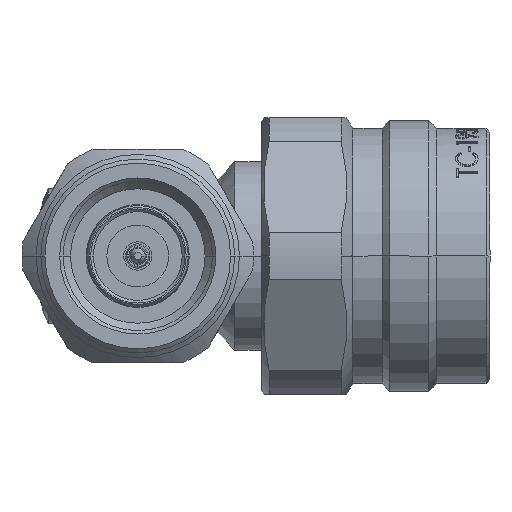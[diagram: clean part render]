
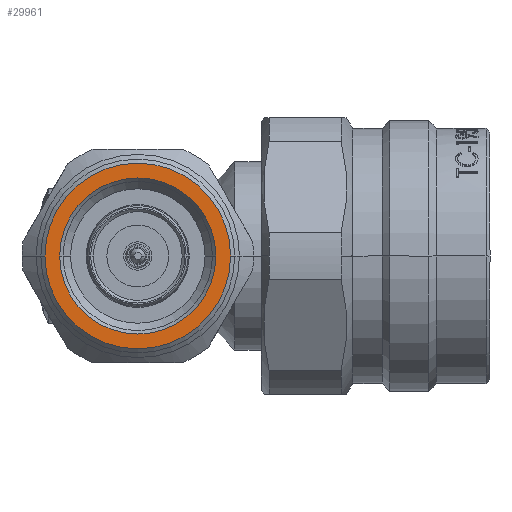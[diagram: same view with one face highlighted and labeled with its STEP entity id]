
A CAD part, left-side view. The second image highlights one B-rep face of the part: STEP entity #29961.
In plain terms, the highlighted planar face has unit normal (-1, 0, 0).
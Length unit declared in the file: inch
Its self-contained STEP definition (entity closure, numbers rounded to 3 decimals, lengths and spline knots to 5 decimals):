
#1855 = CARTESIAN_POINT ( 'NONE',  ( 0., 0.27166, 0. ) ) ;
#2133 = DIRECTION ( 'NONE',  ( 0., -1., 0. ) ) ;
#4942 = EDGE_LOOP ( 'NONE', ( #9306, #25990 ) ) ;
#7467 = CARTESIAN_POINT ( 'NONE',  ( 0., -0.27166, 0. ) ) ;
#7889 = VERTEX_POINT ( 'NONE', #18146 ) ;
#9306 = ORIENTED_EDGE ( 'NONE', *, *, #22363, .F. ) ;
#11459 = EDGE_LOOP ( 'NONE', ( #26262, #49647 ) ) ;
#12005 = AXIS2_PLACEMENT_3D ( 'NONE', #54868, #45396, #30817 ) ;
#12599 = CIRCLE ( 'NONE', #33616, 0.27166 ) ;
#13091 = CARTESIAN_POINT ( 'NONE',  ( 0., 0., 0. ) ) ;
#16575 = CIRCLE ( 'NONE', #12005, 0.2285 ) ;
#16849 = AXIS2_PLACEMENT_3D ( 'NONE', #13091, #30541, #48106 ) ;
#18146 = CARTESIAN_POINT ( 'NONE',  ( 0., -0.2285, 0. ) ) ;
#22363 = EDGE_CURVE ( 'NONE', #22563, #53868, #12599, .T. ) ;
#22563 = VERTEX_POINT ( 'NONE', #26189 ) ;
#23664 = FACE_OUTER_BOUND ( 'NONE', #4942, .T. ) ;
#25104 = CIRCLE ( 'NONE', #16849, 0.27166 ) ;
#25990 = ORIENTED_EDGE ( 'NONE', *, *, #32950, .F. ) ;
#26189 = CARTESIAN_POINT ( 'NONE',  ( 0., 0.27166, 0. ) ) ;
#26262 = ORIENTED_EDGE ( 'NONE', *, *, #56094, .T. ) ;
#27261 = CARTESIAN_POINT ( 'NONE',  ( 0., 0., 0. ) ) ;
#27973 = FACE_BOUND ( 'NONE', #11459, .T. ) ;
#29961 = ADVANCED_FACE ( 'NONE', ( #27973, #23664 ), #41187, .T. ) ;
#30541 = DIRECTION ( 'NONE',  ( 1., 0., 0. ) ) ;
#30817 = DIRECTION ( 'NONE',  ( 0., 1., 0. ) ) ;
#30928 = CIRCLE ( 'NONE', #34577, 0.2285 ) ;
#32950 = EDGE_CURVE ( 'NONE', #53868, #22563, #25104, .T. ) ;
#33416 = AXIS2_PLACEMENT_3D ( 'NONE', #1855, #54414, #2133 ) ;
#33616 = AXIS2_PLACEMENT_3D ( 'NONE', #27261, #36726, #54000 ) ;
#33738 = CARTESIAN_POINT ( 'NONE',  ( 0., 0., 0. ) ) ;
#34577 = AXIS2_PLACEMENT_3D ( 'NONE', #33738, #38068, #46708 ) ;
#36726 = DIRECTION ( 'NONE',  ( 1., 0., 0. ) ) ;
#38068 = DIRECTION ( 'NONE',  ( 1., 0., 0. ) ) ;
#40779 = EDGE_CURVE ( 'NONE', #49329, #7889, #16575, .T. ) ;
#41187 = PLANE ( 'NONE',  #33416 ) ;
#45396 = DIRECTION ( 'NONE',  ( 1., 0., 0. ) ) ;
#46708 = DIRECTION ( 'NONE',  ( 0., 1., 0. ) ) ;
#48106 = DIRECTION ( 'NONE',  ( 0., 1., 0. ) ) ;
#48248 = CARTESIAN_POINT ( 'NONE',  ( 0., 0.2285, 0. ) ) ;
#49329 = VERTEX_POINT ( 'NONE', #48248 ) ;
#49647 = ORIENTED_EDGE ( 'NONE', *, *, #40779, .T. ) ;
#53868 = VERTEX_POINT ( 'NONE', #7467 ) ;
#54000 = DIRECTION ( 'NONE',  ( 0., 1., 0. ) ) ;
#54414 = DIRECTION ( 'NONE',  ( -1., 0., 0. ) ) ;
#54868 = CARTESIAN_POINT ( 'NONE',  ( 0., 0., 0. ) ) ;
#56094 = EDGE_CURVE ( 'NONE', #7889, #49329, #30928, .T. ) ;
